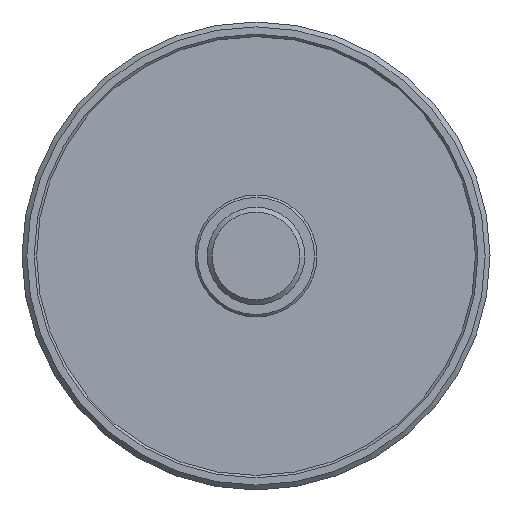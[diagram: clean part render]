
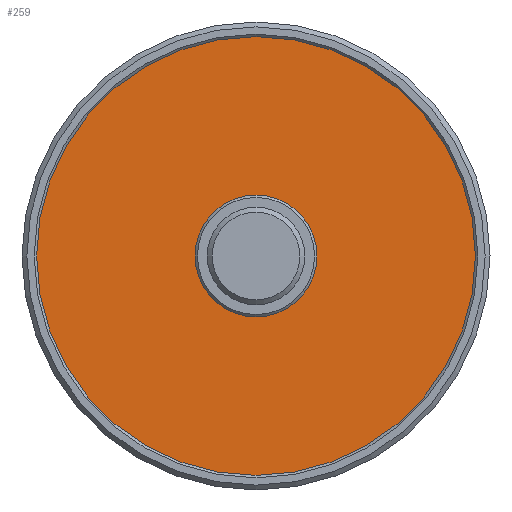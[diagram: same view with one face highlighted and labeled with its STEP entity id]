
A CAD part, left-side view. The second image highlights one B-rep face of the part: STEP entity #259.
In plain terms, the highlighted planar face has unit normal (-1, 0, 0).
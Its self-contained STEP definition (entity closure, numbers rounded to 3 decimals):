
#39=PLANE($,#304);
#60=FACE_BOUND($,#117,.T.);
#78=FACE_OUTER_BOUND($,#116,.T.);
#116=EDGE_LOOP($,(#216));
#117=EDGE_LOOP($,(#217));
#136=CIRCLE($,#298,12.5);
#139=CIRCLE($,#305,45.);
#156=VERTEX_POINT($,#454);
#159=VERTEX_POINT($,#464);
#176=EDGE_CURVE($,#156,#156,#136,.T.);
#179=EDGE_CURVE($,#159,#159,#139,.T.);
#216=ORIENTED_EDGE($,*,*,#179,.F.);
#217=ORIENTED_EDGE($,*,*,#176,.T.);
#259=ADVANCED_FACE($,(#78,#60),#39,.T.);
#298=AXIS2_PLACEMENT_3D($,#455,#377,#378);
#304=AXIS2_PLACEMENT_3D($,#463,#389,#390);
#305=AXIS2_PLACEMENT_3D($,#465,#391,#392);
#377=DIRECTION('center_axis',(1.,0.,0.));
#378=DIRECTION('ref_axis',(0.,1.,0.));
#389=DIRECTION('center_axis',(-1.,0.,0.));
#390=DIRECTION('ref_axis',(0.,0.,1.));
#391=DIRECTION('center_axis',(1.,0.,0.));
#392=DIRECTION('ref_axis',(0.,1.,0.));
#454=CARTESIAN_POINT('',(10.,12.5,0.));
#455=CARTESIAN_POINT('Origin',(10.,0.,0.));
#463=CARTESIAN_POINT('Origin',(10.,28.75,0.));
#464=CARTESIAN_POINT('',(10.,45.,0.));
#465=CARTESIAN_POINT('Origin',(10.,0.,0.));
